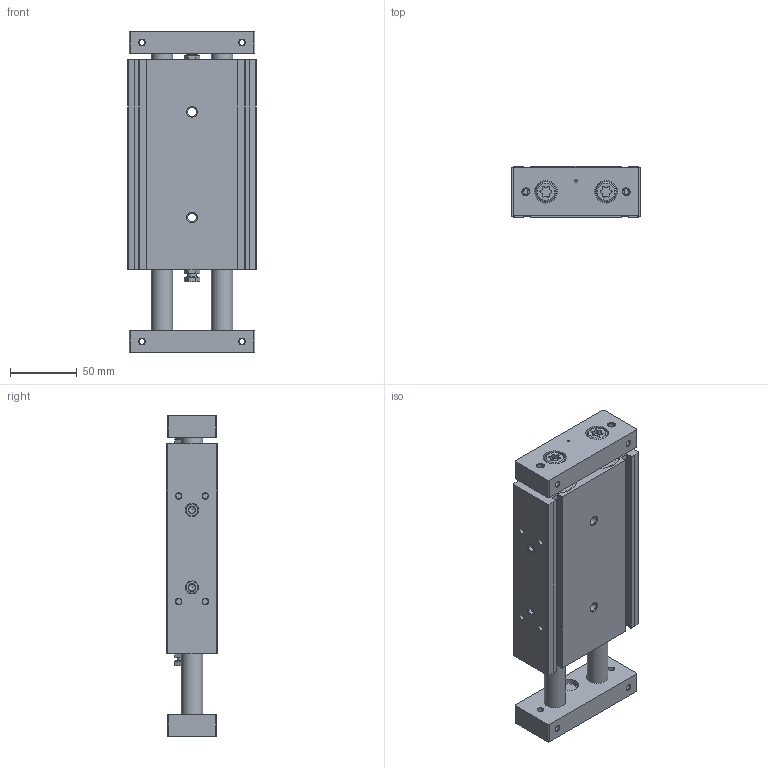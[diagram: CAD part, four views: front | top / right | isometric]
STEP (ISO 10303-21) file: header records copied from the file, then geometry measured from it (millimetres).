
FILE_DESCRIPTION(/* description */ ('STEP AP214'),/* implementation_level */ '2;1');
FILE_NAME(/* name */ '8103516_DGTZ-GF-32-40-J-T-P-A',/* time_stamp */ '2024-08-16T09:51:42+02:00',/* author */ ('License CC BY-ND 4.0'),/* organization */ ('CADENAS'),/* preprocessor_version */ 'ST-DEVELOPER v19.3',/* originating_system */ 'PARTsolutions',/* authorisation */ ' ');
FILE_SCHEMA (('AUTOMOTIVE_DESIGN {1 0 10303 214 3 1 1}'));
Length unit declared in the file: millimetre
Products named in the file (6): 8103516 DGTZ-GF-32-40-J-T-P-A-40---(high0); 8150890 DGTZ-GF-32-J-T-40---(high_z); 8150890 DGTZ-GF-32-J-T-40---(high_k); DIN-439-B - M6(F); Hexagon bolt DIN 933 - M6x20; 116515 G1/8
Assembly tree (8 placements, depth 2):
  8103516 DGTZ-GF-32-40-J-T-P-A-40---(high0)
    8150890 DGTZ-GF-32-J-T-40---(high_z)
    8150890 DGTZ-GF-32-J-T-40---(high_k)
    DIN-439-B - M6(F)  x2
    Hexagon bolt DIN 933 - M6x20  x2
    116515 G1/8  x2
Bounding box: 96 x 38 x 239.9 mm (x, y, z)
Volume: 617283.5 mm3; surface area: 135662 mm2
Topology: 8 solids, 8 shells, 419 faces, 942 edges, 597 vertices
Faces by surface type: plane 176, cylinder 159, cone 75, torus 9
Full cylindrical faces by diameter (mm): 2 x2, 4.134 x16, 4.917 x8, 6 x2, 6.647 x3, 6.9 x2, 8.566 x4, 8.88 x2, 9.728 x6, 11 x2, 12 x2, 15 x2, 16 x9, 17 x3, 28.1 x4, 32 x4, 33 x4
Entity records: 10974 total; most frequent: CARTESIAN_POINT 1819, DIRECTION 1754, ORIENTED_EDGE 1360, AXIS2_PLACEMENT_3D 742, EDGE_CURVE 680, FACE_BOUND 585, EDGE_LOOP 584, VERTEX_POINT 517
